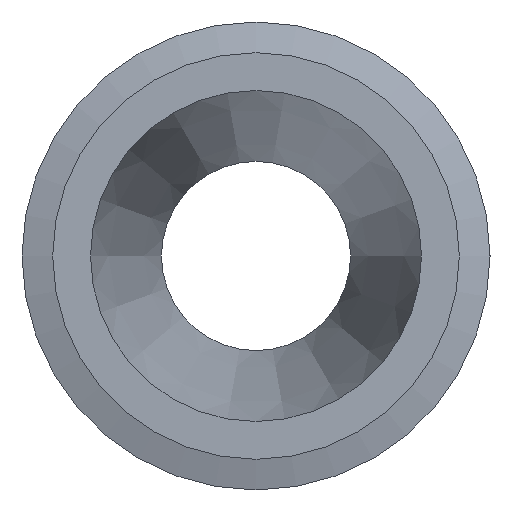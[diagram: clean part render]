
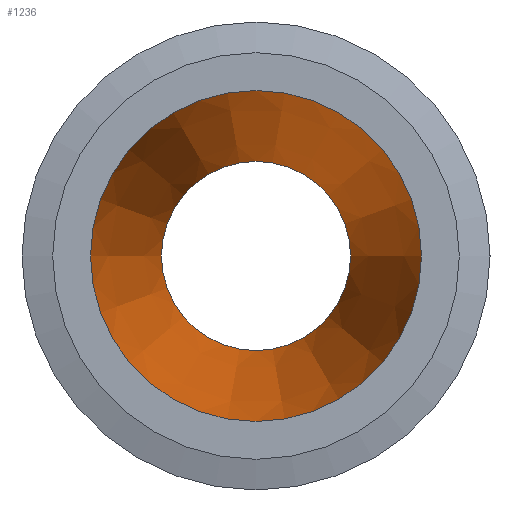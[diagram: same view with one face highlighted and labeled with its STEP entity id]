
A CAD part, left-side view. The second image highlights one B-rep face of the part: STEP entity #1236.
In plain terms, the highlighted conical face has half-angle 10 degrees and reference radius 13.75 mm.
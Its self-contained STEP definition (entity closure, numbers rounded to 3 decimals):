
#77=FACE_OUTER_BOUND('',#144,.T.);
#144=EDGE_LOOP('',(#788,#789,#790,#791,#792,#793,#794));
#225=LINE('',#2010,#269);
#269=VECTOR('',#1554,13.75);
#314=CIRCLE('',#1324,10.);
#315=CIRCLE('',#1325,10.);
#316=CIRCLE('',#1326,10.);
#319=CIRCLE('',#1331,17.5);
#320=CIRCLE('',#1332,17.5);
#455=VERTEX_POINT('',#1996);
#456=VERTEX_POINT('',#1998);
#457=VERTEX_POINT('',#2000);
#460=VERTEX_POINT('',#2009);
#461=VERTEX_POINT('',#2011);
#593=EDGE_CURVE('',#455,#456,#314,.T.);
#594=EDGE_CURVE('',#456,#457,#315,.T.);
#595=EDGE_CURVE('',#457,#455,#316,.T.);
#598=EDGE_CURVE('',#457,#460,#225,.T.);
#599=EDGE_CURVE('',#461,#460,#319,.T.);
#600=EDGE_CURVE('',#460,#461,#320,.T.);
#788=ORIENTED_EDGE('',*,*,#594,.F.);
#789=ORIENTED_EDGE('',*,*,#593,.F.);
#790=ORIENTED_EDGE('',*,*,#595,.F.);
#791=ORIENTED_EDGE('',*,*,#598,.T.);
#792=ORIENTED_EDGE('',*,*,#599,.F.);
#793=ORIENTED_EDGE('',*,*,#600,.F.);
#794=ORIENTED_EDGE('',*,*,#598,.F.);
#1144=CONICAL_SURFACE('',#1330,13.75,0.175);
#1236=ADVANCED_FACE('',(#77),#1144,.F.);
#1324=AXIS2_PLACEMENT_3D('',#1999,#1540,#1541);
#1325=AXIS2_PLACEMENT_3D('',#2001,#1542,#1543);
#1326=AXIS2_PLACEMENT_3D('',#2002,#1544,#1545);
#1330=AXIS2_PLACEMENT_3D('',#2008,#1552,#1553);
#1331=AXIS2_PLACEMENT_3D('',#2012,#1555,#1556);
#1332=AXIS2_PLACEMENT_3D('',#2013,#1557,#1558);
#1540=DIRECTION('center_axis',(-1.,0.,0.));
#1541=DIRECTION('ref_axis',(0.,0.,-1.));
#1542=DIRECTION('center_axis',(-1.,0.,0.));
#1543=DIRECTION('ref_axis',(0.,0.,-1.));
#1544=DIRECTION('center_axis',(-1.,0.,0.));
#1545=DIRECTION('ref_axis',(0.,0.,-1.));
#1552=DIRECTION('center_axis',(-1.,0.,0.));
#1553=DIRECTION('ref_axis',(0.,1.,0.));
#1554=DIRECTION('',(-0.985,-0.174,0.));
#1555=DIRECTION('center_axis',(1.,0.,0.));
#1556=DIRECTION('ref_axis',(0.,1.,0.));
#1557=DIRECTION('center_axis',(1.,0.,0.));
#1558=DIRECTION('ref_axis',(0.,1.,0.));
#1996=CARTESIAN_POINT('',(42.535,0.,10.));
#1998=CARTESIAN_POINT('',(42.535,10.,0.));
#1999=CARTESIAN_POINT('Origin',(42.535,0.,0.));
#2000=CARTESIAN_POINT('',(42.535,-10.,0.));
#2001=CARTESIAN_POINT('Origin',(42.535,0.,0.));
#2002=CARTESIAN_POINT('Origin',(42.535,0.,0.));
#2008=CARTESIAN_POINT('Origin',(21.267,0.,0.));
#2009=CARTESIAN_POINT('',(0.,-17.5,0.));
#2010=CARTESIAN_POINT('',(21.267,-13.75,0.));
#2011=CARTESIAN_POINT('',(0.,17.5,0.));
#2012=CARTESIAN_POINT('Origin',(0.,0.,0.));
#2013=CARTESIAN_POINT('Origin',(0.,0.,0.));
